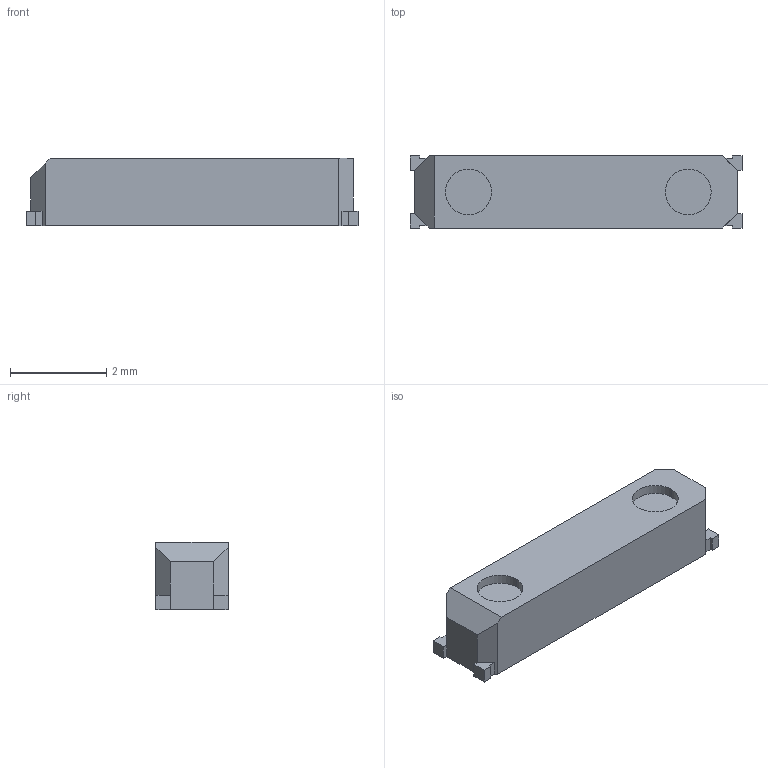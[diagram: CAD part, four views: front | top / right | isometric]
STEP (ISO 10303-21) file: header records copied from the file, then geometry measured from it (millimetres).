
FILE_DESCRIPTION (( 'STEP AP214' ), '1' );
FILE_NAME ('User Library-KX-327LT.STEP', '2013-03-20T04:46:41', ( 'Windows User' ), ( '' ), 'SwSTEP 2.0', 'SolidWorks 2013', '' );
FILE_SCHEMA (( 'AUTOMOTIVE_DESIGN' ));
Length unit declared in the file: millimetre
Products named in the file (1): User Library-KX-327LT
Bounding box: 6.9 x 1.5 x 1.4 mm (x, y, z)
Volume: 13.5 mm3; surface area: 46.3 mm2
Topology: 4 solids, 4 shells, 75 faces, 193 edges, 128 vertices
Faces by surface type: plane 71, cylinder 4
Entity records: 3125 total; most frequent: CARTESIAN_POINT 397, ORIENTED_EDGE 386, DIRECTION 353, EDGE_CURVE 193, VECTOR 185, LINE 185, VERTEX_POINT 128, AXIS2_PLACEMENT_3D 84
